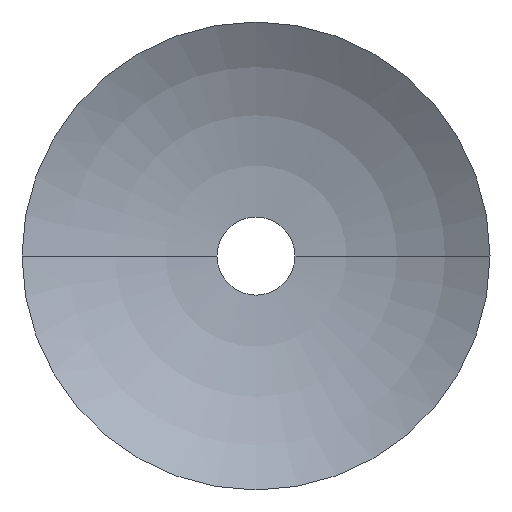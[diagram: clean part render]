
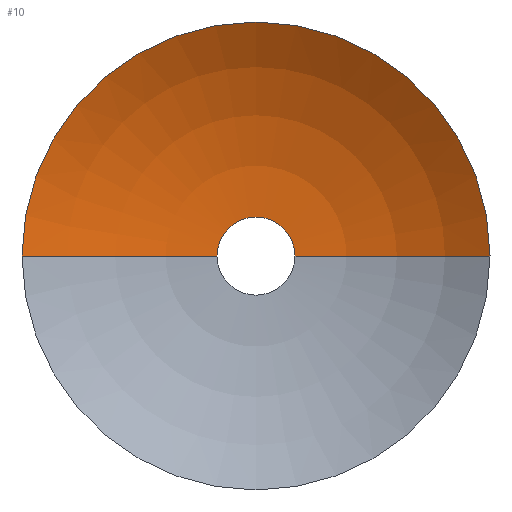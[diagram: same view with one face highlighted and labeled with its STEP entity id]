
A CAD part, top view. The second image highlights one B-rep face of the part: STEP entity #10.
In plain terms, the highlighted toroidal (fillet/blend) face has major radius 914.4 mm and minor radius 8305.8 mm.
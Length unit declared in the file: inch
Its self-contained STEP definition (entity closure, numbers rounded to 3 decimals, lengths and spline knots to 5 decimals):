
#9 = EDGE_CURVE ( 'NONE', #45, #85, #108, .T. ) ;
#10 = ADVANCED_FACE ( 'NONE', ( #77 ), #104, .T. ) ;
#11 = EDGE_CURVE ( 'NONE', #45, #79, #110, .T. ) ;
#13 = EDGE_CURVE ( 'NONE', #79, #80, #105, .T. ) ;
#15 = EDGE_CURVE ( 'NONE', #85, #80, #99, .T. ) ;
#19 = ORIENTED_EDGE ( 'NONE', *, *, #11, .F. ) ;
#22 = ORIENTED_EDGE ( 'NONE', *, *, #9, .T. ) ;
#30 = DIRECTION ( 'NONE',  ( 0., 0., -1. ) ) ;
#37 = CARTESIAN_POINT ( 'NONE',  ( 180., 0., 0. ) ) ;
#45 = VERTEX_POINT ( 'NONE', #47 ) ;
#47 = CARTESIAN_POINT ( 'NONE',  ( -252., 0., 0. ) ) ;
#49 = EDGE_LOOP ( 'NONE', ( #22, #52, #64, #19 ) ) ;
#52 = ORIENTED_EDGE ( 'NONE', *, *, #15, .T. ) ;
#56 = DIRECTION ( 'NONE',  ( -1., 0., 0. ) ) ;
#57 = CARTESIAN_POINT ( 'NONE',  ( 0., 0., -54. ) ) ;
#59 = CARTESIAN_POINT ( 'NONE',  ( -36., 0., 273. ) ) ;
#60 = CARTESIAN_POINT ( 'NONE',  ( -72., 0., -54. ) ) ;
#62 = DIRECTION ( 'NONE',  ( -1., 0., 0. ) ) ;
#64 = ORIENTED_EDGE ( 'NONE', *, *, #13, .F. ) ;
#65 = DIRECTION ( 'NONE',  ( 0., 0., -1. ) ) ;
#67 = DIRECTION ( 'NONE',  ( 0., -1., 0. ) ) ;
#68 = CARTESIAN_POINT ( 'NONE',  ( -72., 0., 273. ) ) ;
#70 = DIRECTION ( 'NONE',  ( -1., 0., 0. ) ) ;
#71 = DIRECTION ( 'NONE',  ( 0., 0., -1. ) ) ;
#73 = CARTESIAN_POINT ( 'NONE',  ( -36., 0., -54. ) ) ;
#75 = DIRECTION ( 'NONE',  ( -1., 0., 0. ) ) ;
#76 = DIRECTION ( 'NONE',  ( 0., 0., -1. ) ) ;
#77 = FACE_OUTER_BOUND ( 'NONE', #49, .T. ) ;
#79 = VERTEX_POINT ( 'NONE', #60 ) ;
#80 = VERTEX_POINT ( 'NONE', #57 ) ;
#81 = CARTESIAN_POINT ( 'NONE',  ( -36., 0., 0. ) ) ;
#82 = CARTESIAN_POINT ( 'NONE',  ( 0., 0., 273. ) ) ;
#83 = DIRECTION ( 'NONE',  ( 0., 1., 0. ) ) ;
#85 = VERTEX_POINT ( 'NONE', #37 ) ;
#90 = AXIS2_PLACEMENT_3D ( 'NONE', #68, #67, #65 ) ;
#91 = AXIS2_PLACEMENT_3D ( 'NONE', #73, #71, #70 ) ;
#93 = AXIS2_PLACEMENT_3D ( 'NONE', #81, #76, #75 ) ;
#99 = CIRCLE ( 'NONE', #109, 327. ) ;
#103 = AXIS2_PLACEMENT_3D ( 'NONE', #59, #30, #62 ) ;
#104 = TOROIDAL_SURFACE ( 'NONE', #103, 36., 327. ) ;
#105 = CIRCLE ( 'NONE', #91, 36. ) ;
#108 = CIRCLE ( 'NONE', #93, 216. ) ;
#109 = AXIS2_PLACEMENT_3D ( 'NONE', #82, #83, #56 ) ;
#110 = CIRCLE ( 'NONE', #90, 327. ) ;
